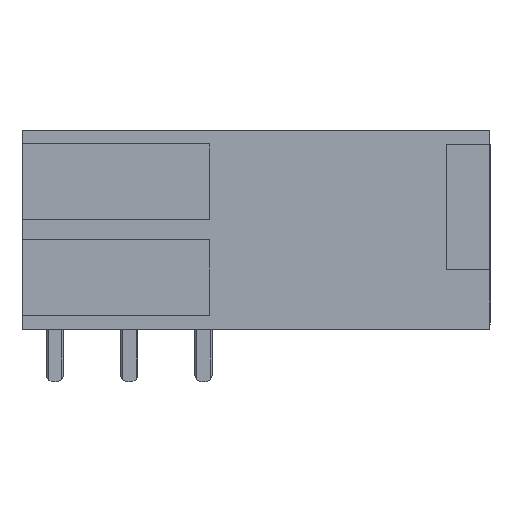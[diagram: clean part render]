
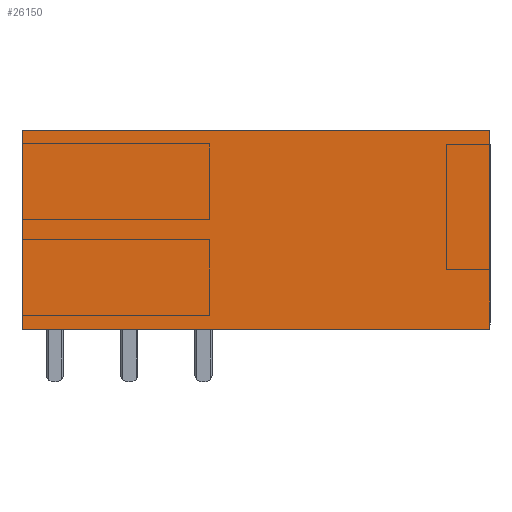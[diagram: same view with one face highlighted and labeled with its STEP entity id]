
A CAD part, left-side view. The second image highlights one B-rep face of the part: STEP entity #26150.
In plain terms, the highlighted planar face has unit normal (-1, 0, 0).
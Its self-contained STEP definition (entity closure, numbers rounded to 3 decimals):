
#26142=AXIS2_PLACEMENT_3D('Plane Axis2P3D',#26139,#26140,#26141) ;
#872=CARTESIAN_POINT('Vertex',(0.,0.,17.2)) ;
#875=CARTESIAN_POINT('Line Origine',(0.,0.,10.4)) ;
#879=CARTESIAN_POINT('Vertex',(0.,0.,3.6)) ;
#13682=CARTESIAN_POINT('Vertex',(0.,32.,3.6)) ;
#13685=CARTESIAN_POINT('Line Origine',(0.,32.,10.4)) ;
#13689=CARTESIAN_POINT('Vertex',(0.,32.,17.2)) ;
#24121=CARTESIAN_POINT('Line Origine',(0.,16.,3.6)) ;
#25815=CARTESIAN_POINT('Line Origine',(0.,16.,17.2)) ;
#26139=CARTESIAN_POINT('Axis2P3D Location',(0.,0.,0.)) ;
#876=DIRECTION('Vector Direction',(0.,0.,-1.)) ;
#13686=DIRECTION('Vector Direction',(0.,0.,1.)) ;
#24122=DIRECTION('Vector Direction',(0.,1.,0.)) ;
#25816=DIRECTION('Vector Direction',(0.,-1.,0.)) ;
#26140=DIRECTION('Axis2P3D Direction',(-1.,0.,0.)) ;
#26141=DIRECTION('Axis2P3D XDirection',(0.,0.,1.)) ;
#877=VECTOR('Line Direction',#876,1.) ;
#13687=VECTOR('Line Direction',#13686,1.) ;
#24123=VECTOR('Line Direction',#24122,1.) ;
#25817=VECTOR('Line Direction',#25816,1.) ;
#26145=ORIENTED_EDGE('',*,*,#881,.T.) ;
#26146=ORIENTED_EDGE('',*,*,#25819,.T.) ;
#26147=ORIENTED_EDGE('',*,*,#13691,.T.) ;
#26148=ORIENTED_EDGE('',*,*,#24125,.T.) ;
#26150=ADVANCED_FACE('Housing',(#26149),#26143,.T.) ;
#881=EDGE_CURVE('',#880,#873,#878,.F.) ;
#13691=EDGE_CURVE('',#13690,#13683,#13688,.F.) ;
#24125=EDGE_CURVE('',#13683,#880,#24124,.F.) ;
#25819=EDGE_CURVE('',#873,#13690,#25818,.F.) ;
#26144=EDGE_LOOP('',(#26145,#26146,#26147,#26148)) ;
#26149=FACE_OUTER_BOUND('',#26144,.T.) ;
#878=LINE('Line',#875,#877) ;
#13688=LINE('Line',#13685,#13687) ;
#24124=LINE('Line',#24121,#24123) ;
#25818=LINE('Line',#25815,#25817) ;
#26143=PLANE('',#26142) ;
#873=VERTEX_POINT('',#872) ;
#880=VERTEX_POINT('',#879) ;
#13683=VERTEX_POINT('',#13682) ;
#13690=VERTEX_POINT('',#13689) ;
